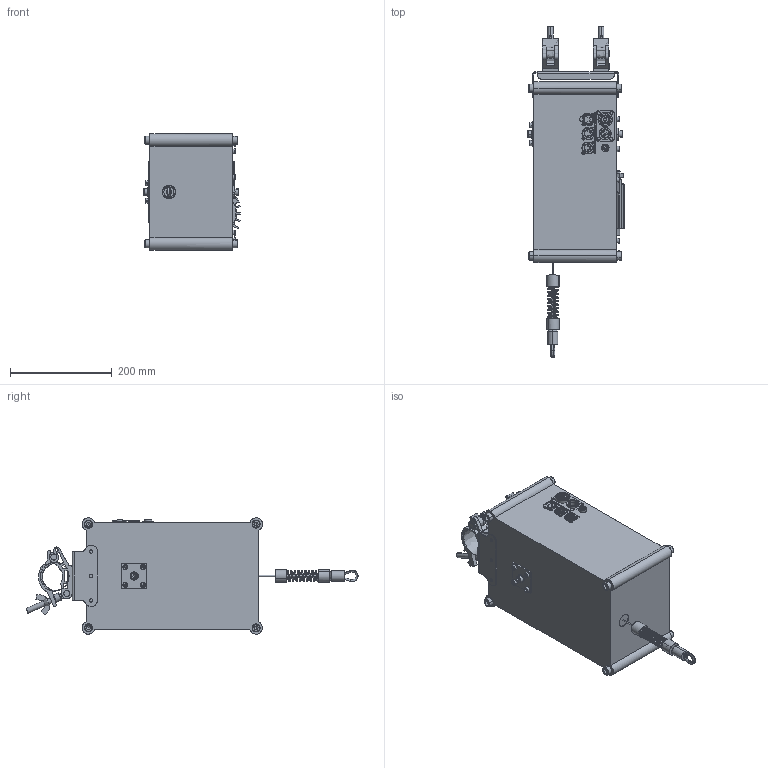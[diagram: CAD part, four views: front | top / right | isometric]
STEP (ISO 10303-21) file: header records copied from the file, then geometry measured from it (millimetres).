
FILE_DESCRIPTION (( 'STEP AP214' ), '1' );
FILE_NAME ('219.001.001 Winch25_Curtain.STEP', '2019-11-03T10:25:05', ( '' ), ( '' ), 'SwSTEP 2.0', 'SolidWorks 2019', '' );
FILE_SCHEMA (( 'AUTOMOTIVE_DESIGN' ));
Length unit declared in the file: millimetre
Products named in the file (1): 219.001.001 Winch25_Curtain
Bounding box: 190.5 x 653.36 x 228.99 mm (x, y, z)
Surface area: 606305.1 mm2 (no closed solid volume)
Topology: 0 solids, 106 shells, 1671 faces, 3920 edges, 2503 vertices
Faces by surface type: plane 833, cylinder 565, cone 119, bspline 86, torus 68
Entity records: 85474 total; most frequent: CARTESIAN_POINT 53242, ORIENTED_EDGE 7550, EDGE_CURVE 3836, B_SPLINE_CURVE_WITH_KNOTS 3776, DIRECTION 3172, VERTEX_POINT 2503, EDGE_LOOP 1930, FACE_OUTER_BOUND 1671
